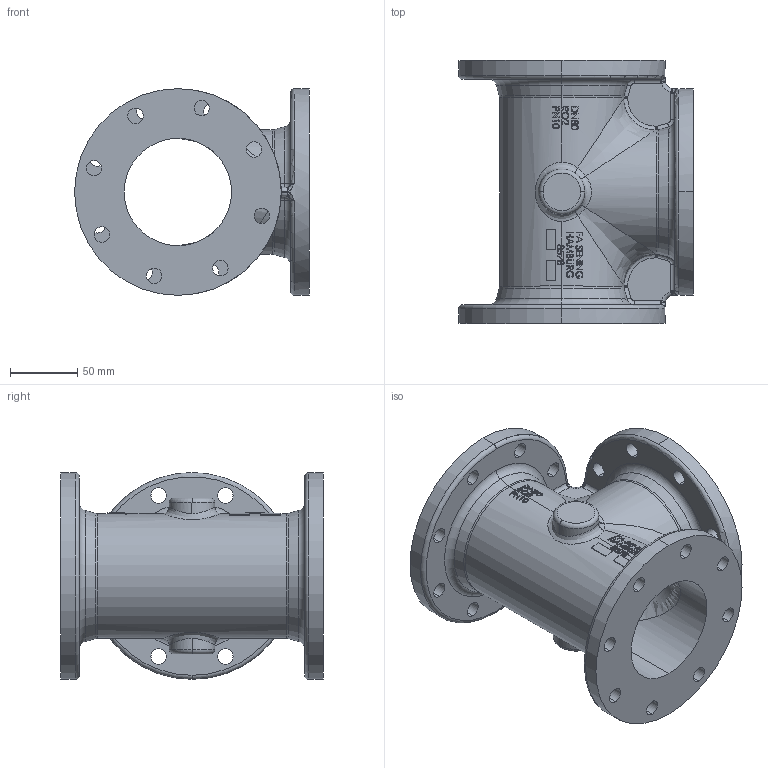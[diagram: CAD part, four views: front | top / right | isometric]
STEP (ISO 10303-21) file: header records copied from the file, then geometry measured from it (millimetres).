
FILE_DESCRIPTION (( 'STEP AP214' ), '1' );
FILE_NAME ('RO2_08578.STEP', '2012-09-24T11:32:30', ( 'Admin2' ), ( '' ), 'SwSTEP 2.0', 'SolidWorks 2010', '' );
FILE_SCHEMA (( 'AUTOMOTIVE_DESIGN' ));
Length unit declared in the file: millimetre
Products named in the file (1): RO2_08578
Bounding box: 175 x 196 x 154 mm (x, y, z)
Volume: 940910.9 mm3; surface area: 219452.9 mm2
Topology: 1 solids, 1 shells, 650 faces, 1717 edges, 1104 vertices
Faces by surface type: plane 231, bspline 229, cylinder 146, torus 35, cone 9
Entity records: 34051 total; most frequent: CARTESIAN_POINT 19054, ORIENTED_EDGE 3426, DIRECTION 2334, EDGE_CURVE 1713, VERTEX_POINT 1104, AXIS2_PLACEMENT_3D 820, EDGE_LOOP 741, VECTOR 694
